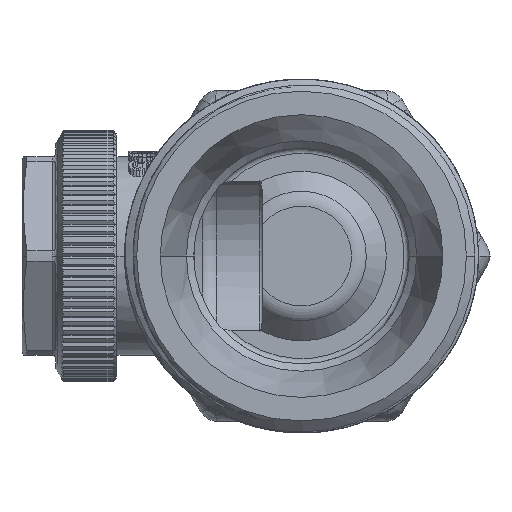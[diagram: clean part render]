
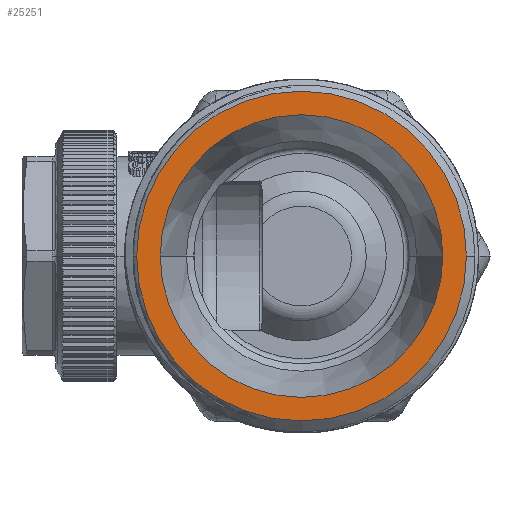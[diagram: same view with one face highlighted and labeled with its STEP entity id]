
A CAD part, left-side view. The second image highlights one B-rep face of the part: STEP entity #25251.
In plain terms, the highlighted planar face has unit normal (-1, 0, 0).
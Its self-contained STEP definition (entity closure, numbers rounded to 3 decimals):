
#9059=CARTESIAN_POINT('',(-32.,0.,0.));
#9060=DIRECTION('',(-1.,0.,0.));
#9061=DIRECTION('',(0.,1.,0.));
#9062=AXIS2_PLACEMENT_3D('',#9059,#9060,#9061);
#9064=CARTESIAN_POINT('',(-32.,0.,0.));
#9065=DIRECTION('',(-1.,0.,0.));
#9066=DIRECTION('',(0.,-1.,0.));
#9067=AXIS2_PLACEMENT_3D('',#9064,#9065,#9066);
#9104=CARTESIAN_POINT('',(-32.,0.,0.));
#9105=DIRECTION('',(1.,0.,0.));
#9106=DIRECTION('',(0.,1.,0.));
#9107=AXIS2_PLACEMENT_3D('',#9104,#9105,#9106);
#9251=CARTESIAN_POINT('',(-32.,0.,0.));
#9252=DIRECTION('',(-1.,0.,0.));
#9253=DIRECTION('',(0.,1.,0.));
#9254=AXIS2_PLACEMENT_3D('',#9251,#9252,#9253);
#13560=CARTESIAN_POINT('',(-32.,15.75,0.));
#13561=CARTESIAN_POINT('',(-32.,-15.75,0.));
#13562=VERTEX_POINT('',#13560);
#13563=VERTEX_POINT('',#13561);
#13572=CARTESIAN_POINT('',(-32.,13.5,0.));
#13573=CARTESIAN_POINT('',(-32.,-13.5,0.));
#13574=VERTEX_POINT('',#13572);
#13575=VERTEX_POINT('',#13573);
#25235=CARTESIAN_POINT('',(-32.,0.,0.));
#25236=DIRECTION('',(-1.,0.,0.));
#25237=DIRECTION('',(0.,1.,0.));
#25238=AXIS2_PLACEMENT_3D('',#25235,#25236,#25237);
#25239=PLANE('',#25238);
#25241=ORIENTED_EDGE('',*,*,#25240,.T.);
#25243=ORIENTED_EDGE('',*,*,#25242,.F.);
#25244=EDGE_LOOP('',(#25241,#25243));
#25245=FACE_OUTER_BOUND('',#25244,.F.);
#25246=ORIENTED_EDGE('',*,*,#25225,.T.);
#25248=ORIENTED_EDGE('',*,*,#25247,.T.);
#25249=EDGE_LOOP('',(#25246,#25248));
#25250=FACE_BOUND('',#25249,.F.);
#25251=ADVANCED_FACE('',(#25245,#25250),#25239,.T.);
#9063=CIRCLE('',#9062,13.5);
#9068=CIRCLE('',#9067,13.5);
#9108=CIRCLE('',#9107,15.75);
#9255=CIRCLE('',#9254,15.75);
#25225=EDGE_CURVE('',#13574,#13575,#9063,.T.);
#25240=EDGE_CURVE('',#13562,#13563,#9108,.T.);
#25242=EDGE_CURVE('',#13562,#13563,#9255,.T.);
#25247=EDGE_CURVE('',#13575,#13574,#9068,.T.);
